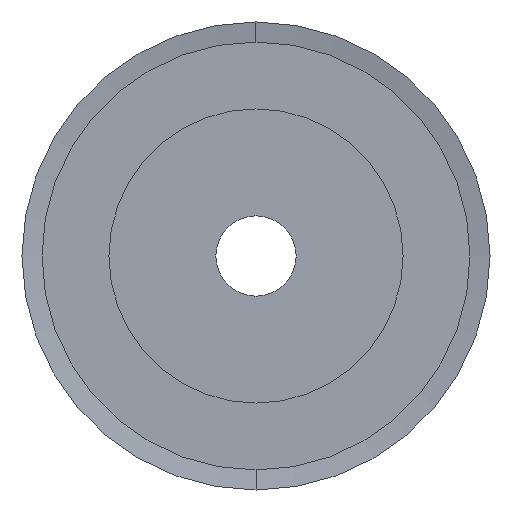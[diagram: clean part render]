
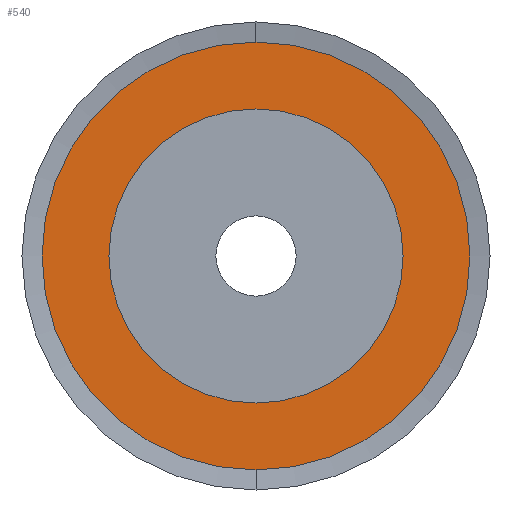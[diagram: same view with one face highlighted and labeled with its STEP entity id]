
A CAD part, left-side view. The second image highlights one B-rep face of the part: STEP entity #540.
In plain terms, the highlighted planar face has unit normal (-1, 0, 0).
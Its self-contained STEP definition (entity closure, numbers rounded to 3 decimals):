
#540=ADVANCED_FACE('',(#1084,#1085),#1086,.T.);
#1084=FACE_OUTER_BOUND('',#1629,.T.);
#1085=FACE_BOUND('',#1630,.T.);
#1086=PLANE('',#1631);
#1629=EDGE_LOOP('',(#3312,#3313));
#1630=EDGE_LOOP('',(#3314,#3315));
#1631=AXIS2_PLACEMENT_3D('',#3316,#3317,#3318);
#3312=ORIENTED_EDGE('',*,*,#4045,.F.);
#3313=ORIENTED_EDGE('',*,*,#3395,.F.);
#3314=ORIENTED_EDGE('',*,*,#3385,.F.);
#3315=ORIENTED_EDGE('',*,*,#4046,.F.);
#3316=CARTESIAN_POINT('',(-19.75,0.0,-12.0));
#3317=DIRECTION('',(-1.0,0.0,0.0));
#3318=DIRECTION('',(0.0,0.0,1.0));
#3385=EDGE_CURVE('',#4074,#4070,#4076,.T.);
#3395=EDGE_CURVE('',#4090,#4087,#4092,.T.);
#4045=EDGE_CURVE('',#4087,#4090,#5062,.T.);
#4046=EDGE_CURVE('',#4070,#4074,#5063,.T.);
#4070=VERTEX_POINT('',#5089);
#4074=VERTEX_POINT('',#5094);
#4076=CIRCLE('',#5097,11.0);
#4087=VERTEX_POINT('',#5110);
#4090=VERTEX_POINT('',#5114);
#4092=CIRCLE('',#5117,16.0);
#5062=CIRCLE('',#6326,16.0);
#5063=CIRCLE('',#6327,11.0);
#5089=CARTESIAN_POINT('',(-19.75,0.,-11.0));
#5094=CARTESIAN_POINT('',(-19.75,0.,11.0));
#5097=AXIS2_PLACEMENT_3D('',#6353,#6354,#6355);
#5110=CARTESIAN_POINT('',(-19.75,0.0,-16.0));
#5114=CARTESIAN_POINT('',(-19.75,0.,16.0));
#5117=AXIS2_PLACEMENT_3D('',#6369,#6370,#6371);
#6326=AXIS2_PLACEMENT_3D('',#7343,#7344,#7345);
#6327=AXIS2_PLACEMENT_3D('',#7346,#7347,#7348);
#6353=CARTESIAN_POINT('',(-19.75,0.0,0.0));
#6354=DIRECTION('',(-1.0,0.0,0.0));
#6355=DIRECTION('',(0.0,0.0,-1.0));
#6369=CARTESIAN_POINT('',(-19.75,0.0,0.0));
#6370=DIRECTION('',(1.0,0.0,0.0));
#6371=DIRECTION('',(0.0,0.0,-1.0));
#7343=CARTESIAN_POINT('',(-19.75,0.0,0.0));
#7344=DIRECTION('',(1.0,0.0,0.0));
#7345=DIRECTION('',(0.0,0.0,-1.0));
#7346=CARTESIAN_POINT('',(-19.75,0.0,0.0));
#7347=DIRECTION('',(-1.0,0.0,0.0));
#7348=DIRECTION('',(0.0,0.0,-1.0));
